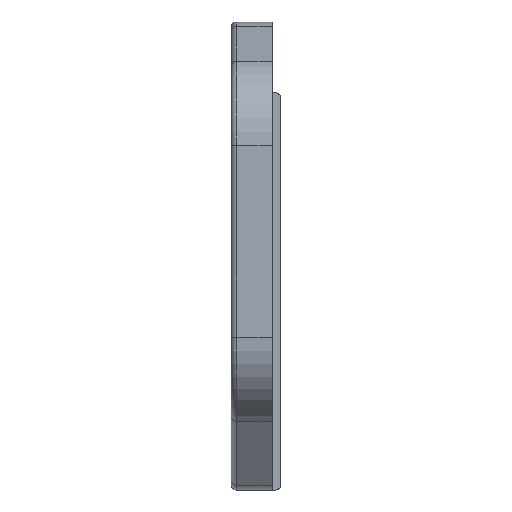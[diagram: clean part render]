
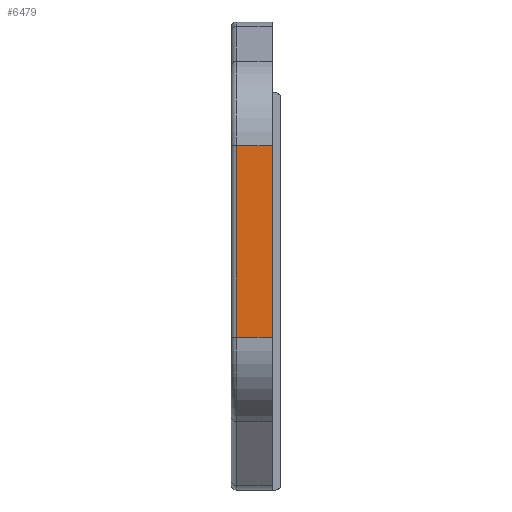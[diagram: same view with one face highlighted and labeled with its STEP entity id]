
A CAD part, left-side view. The second image highlights one B-rep face of the part: STEP entity #6479.
In plain terms, the highlighted planar face has unit normal (-1, 0, 0).
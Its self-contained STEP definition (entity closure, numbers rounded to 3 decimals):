
#483=CARTESIAN_POINT('',(18.066,-2.031,27.721));
#484=VERTEX_POINT('',#483);
#492=CARTESIAN_POINT('',(18.066,-2.031,-26.241));
#493=VERTEX_POINT('',#492);
#494=CARTESIAN_POINT('',(18.066,-2.031,27.721));
#495=DIRECTION('',(-0.,-0.,-1.));
#496=VECTOR('',#495,53.962);
#497=LINE('',#494,#496);
#498=EDGE_CURVE('',#484,#493,#497,.T.);
#6436=CARTESIAN_POINT('',(18.066,8.069,-26.241));
#6437=VERTEX_POINT('',#6436);
#6438=CARTESIAN_POINT('',(18.066,8.069,-26.241));
#6439=DIRECTION('',(-0.,-1.,-0.));
#6440=VECTOR('',#6439,10.1);
#6441=LINE('',#6438,#6440);
#6442=EDGE_CURVE('',#6437,#493,#6441,.T.);
#6456=CARTESIAN_POINT('',(18.066,9.569,27.721));
#6457=DIRECTION('',(1.,0.,0.));
#6458=DIRECTION('',(0.,0.,-1.));
#6459=AXIS2_PLACEMENT_3D('',#6456,#6457,#6458);
#6460=PLANE('',#6459);
#6461=CARTESIAN_POINT('',(18.066,8.069,27.721));
#6462=VERTEX_POINT('',#6461);
#6463=CARTESIAN_POINT('',(18.066,8.069,27.721));
#6464=DIRECTION('',(0.,-1.,0.));
#6465=VECTOR('',#6464,10.1);
#6466=LINE('',#6463,#6465);
#6467=EDGE_CURVE('',#6462,#484,#6466,.T.);
#6468=ORIENTED_EDGE('',*,*,#6467,.F.);
#6469=CARTESIAN_POINT('',(18.066,8.069,27.721));
#6470=DIRECTION('',(0.,0.,-1.));
#6471=VECTOR('',#6470,53.962);
#6472=LINE('',#6469,#6471);
#6473=EDGE_CURVE('',#6462,#6437,#6472,.T.);
#6474=ORIENTED_EDGE('',*,*,#6473,.T.);
#6475=ORIENTED_EDGE('',*,*,#6442,.T.);
#6476=ORIENTED_EDGE('',*,*,#498,.F.);
#6477=EDGE_LOOP('',(#6468,#6474,#6475,#6476));
#6478=FACE_BOUND('',#6477,.T.);
#6479=ADVANCED_FACE('',(#6478),#6460,.F.);
